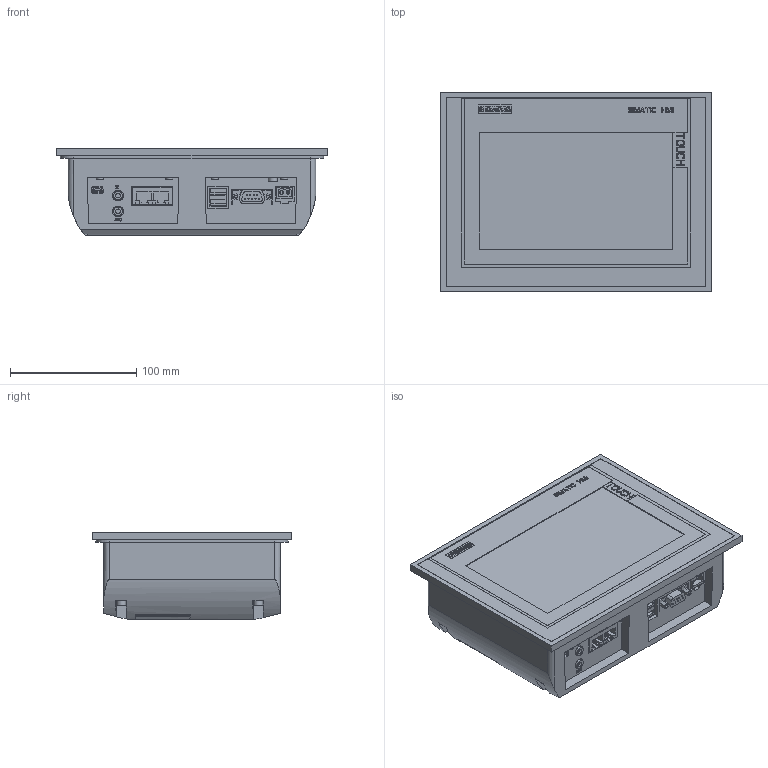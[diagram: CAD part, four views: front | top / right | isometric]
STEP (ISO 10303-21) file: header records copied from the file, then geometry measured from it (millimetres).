
FILE_DESCRIPTION(/* description */ (''),/* implementation_level */ '2;1');
FILE_NAME(/* name */ '6av21240gc010ax0_001_3d.stp',/* time_stamp */ '2011-03-01T17:08:31+01:00',/* author */ ('I. Payrits'),/* organization */ ('Siemens AG'),/* preprocessor_version */ 'ST-DEVELOPER v11',/* originating_system */ 'SIEMENS UGS NX 6.0',/* authorisation */ '');
FILE_SCHEMA (('AUTOMOTIVE_DESIGN { 1 0 10303 214 1 1 1 1 }'));
Products named in the file (5): A5E30321192A_001; A5E30291720A_001; A5E30291714A_001; A5E30291710A_001; A5E30291724A_001
Assembly tree (4 placements, depth 2):
  A5E30291724A_001
    A5E30291710A_001
    A5E30291714A_001
    A5E30291720A_001
    A5E30321192A_001
Bounding box: 214 x 158 x 69.1 mm (x, y, z)
Volume: 1783608.9 mm3; surface area: 204526.9 mm2
Topology: 261 solids, 261 shells, 2725 faces, 6482 edges, 4321 vertices
Faces by surface type: plane 2250, extrusion 275, cylinder 200
Full cylindrical faces by diameter (mm): 0.9 x9, 2.4 x2, 3 x2, 3.8 x2, 5.5 x4, 7 x7, 8.5 x2
Entity records: 91734 total; most frequent: CARTESIAN_POINT 27315, ORIENTED_EDGE 12834, DIRECTION 11390, EDGE_CURVE 6417, VECTOR 5656, LINE 5381, VERTEX_POINT 4321, EDGE_LOOP 3018
